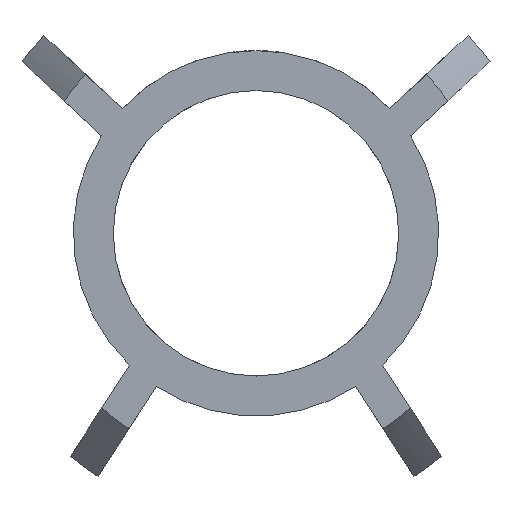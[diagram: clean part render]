
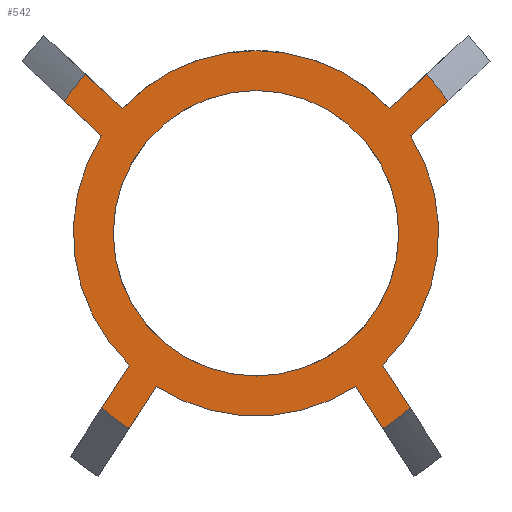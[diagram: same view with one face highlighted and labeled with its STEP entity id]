
A CAD part, front view. The second image highlights one B-rep face of the part: STEP entity #542.
In plain terms, the highlighted planar face has unit normal (0, -1, 0).
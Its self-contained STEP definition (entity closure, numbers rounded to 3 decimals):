
#15=FACE_BOUND('',#98,.T.);
#20=CIRCLE('',#583,20.4);
#22=CIRCLE('',#587,16.);
#23=CIRCLE('',#588,20.4);
#24=CIRCLE('',#589,16.);
#25=CIRCLE('',#590,20.4);
#26=CIRCLE('',#591,16.);
#27=CIRCLE('',#592,20.4);
#28=CIRCLE('',#593,16.);
#29=CIRCLE('',#594,12.5);
#69=FACE_OUTER_BOUND('',#97,.T.);
#97=EDGE_LOOP('',(#380,#381,#382,#383,#384,#385,#386,#387,#388,#389,#390,
#391,#392,#393,#394,#395));
#98=EDGE_LOOP('',(#396));
#130=LINE('',#866,#179);
#134=LINE('',#874,#183);
#135=LINE('',#878,#184);
#136=LINE('',#882,#185);
#137=LINE('',#886,#186);
#138=LINE('',#890,#187);
#139=LINE('',#894,#188);
#140=LINE('',#898,#189);
#179=VECTOR('',#656,10.);
#183=VECTOR('',#662,10.);
#184=VECTOR('',#665,10.);
#185=VECTOR('',#668,10.);
#186=VECTOR('',#671,10.);
#187=VECTOR('',#674,10.);
#188=VECTOR('',#677,10.);
#189=VECTOR('',#680,10.);
#231=VERTEX_POINT('',#855);
#232=VERTEX_POINT('',#857);
#234=VERTEX_POINT('',#865);
#237=VERTEX_POINT('',#873);
#238=VERTEX_POINT('',#875);
#239=VERTEX_POINT('',#877);
#240=VERTEX_POINT('',#879);
#241=VERTEX_POINT('',#881);
#242=VERTEX_POINT('',#883);
#243=VERTEX_POINT('',#885);
#244=VERTEX_POINT('',#887);
#245=VERTEX_POINT('',#889);
#246=VERTEX_POINT('',#891);
#247=VERTEX_POINT('',#893);
#248=VERTEX_POINT('',#895);
#249=VERTEX_POINT('',#897);
#250=VERTEX_POINT('',#900);
#288=EDGE_CURVE('',#231,#232,#20,.T.);
#291=EDGE_CURVE('',#234,#232,#130,.T.);
#295=EDGE_CURVE('',#231,#237,#134,.T.);
#296=EDGE_CURVE('',#237,#238,#22,.T.);
#297=EDGE_CURVE('',#238,#239,#135,.T.);
#298=EDGE_CURVE('',#240,#239,#23,.T.);
#299=EDGE_CURVE('',#240,#241,#136,.T.);
#300=EDGE_CURVE('',#241,#242,#24,.T.);
#301=EDGE_CURVE('',#242,#243,#137,.T.);
#302=EDGE_CURVE('',#244,#243,#25,.T.);
#303=EDGE_CURVE('',#244,#245,#138,.T.);
#304=EDGE_CURVE('',#245,#246,#26,.T.);
#305=EDGE_CURVE('',#246,#247,#139,.T.);
#306=EDGE_CURVE('',#248,#247,#27,.T.);
#307=EDGE_CURVE('',#248,#249,#140,.T.);
#308=EDGE_CURVE('',#249,#234,#28,.T.);
#309=EDGE_CURVE('',#250,#250,#29,.T.);
#380=ORIENTED_EDGE('',*,*,#288,.F.);
#381=ORIENTED_EDGE('',*,*,#295,.T.);
#382=ORIENTED_EDGE('',*,*,#296,.T.);
#383=ORIENTED_EDGE('',*,*,#297,.T.);
#384=ORIENTED_EDGE('',*,*,#298,.F.);
#385=ORIENTED_EDGE('',*,*,#299,.T.);
#386=ORIENTED_EDGE('',*,*,#300,.T.);
#387=ORIENTED_EDGE('',*,*,#301,.T.);
#388=ORIENTED_EDGE('',*,*,#302,.F.);
#389=ORIENTED_EDGE('',*,*,#303,.T.);
#390=ORIENTED_EDGE('',*,*,#304,.T.);
#391=ORIENTED_EDGE('',*,*,#305,.T.);
#392=ORIENTED_EDGE('',*,*,#306,.F.);
#393=ORIENTED_EDGE('',*,*,#307,.T.);
#394=ORIENTED_EDGE('',*,*,#308,.T.);
#395=ORIENTED_EDGE('',*,*,#291,.T.);
#396=ORIENTED_EDGE('',*,*,#309,.T.);
#527=PLANE('',#586);
#542=ADVANCED_FACE('',(#69,#15),#527,.F.);
#583=AXIS2_PLACEMENT_3D('',#858,#650,#651);
#586=AXIS2_PLACEMENT_3D('',#872,#660,#661);
#587=AXIS2_PLACEMENT_3D('',#876,#663,#664);
#588=AXIS2_PLACEMENT_3D('',#880,#666,#667);
#589=AXIS2_PLACEMENT_3D('',#884,#669,#670);
#590=AXIS2_PLACEMENT_3D('',#888,#672,#673);
#591=AXIS2_PLACEMENT_3D('',#892,#675,#676);
#592=AXIS2_PLACEMENT_3D('',#896,#678,#679);
#593=AXIS2_PLACEMENT_3D('',#899,#681,#682);
#594=AXIS2_PLACEMENT_3D('',#901,#683,#684);
#650=DIRECTION('center_axis',(0.,1.,0.));
#651=DIRECTION('ref_axis',(-1.,0.,0.));
#656=DIRECTION('',(-0.545,0.,-0.839));
#660=DIRECTION('center_axis',(0.,1.,0.));
#661=DIRECTION('ref_axis',(1.,0.,0.));
#662=DIRECTION('',(0.545,0.,0.839));
#663=DIRECTION('center_axis',(0.,-1.,0.));
#664=DIRECTION('ref_axis',(1.,0.,0.));
#665=DIRECTION('',(0.545,0.,-0.839));
#666=DIRECTION('center_axis',(0.,1.,0.));
#667=DIRECTION('ref_axis',(1.,0.,0.));
#668=DIRECTION('',(-0.545,0.,0.839));
#669=DIRECTION('center_axis',(0.,-1.,0.));
#670=DIRECTION('ref_axis',(1.,0.,0.));
#671=DIRECTION('',(0.731,0.,0.682));
#672=DIRECTION('center_axis',(0.,1.,0.));
#673=DIRECTION('ref_axis',(1.,0.,0.));
#674=DIRECTION('',(-0.731,0.,-0.682));
#675=DIRECTION('center_axis',(0.,-1.,0.));
#676=DIRECTION('ref_axis',(1.,0.,0.));
#677=DIRECTION('',(-0.731,0.,0.682));
#678=DIRECTION('center_axis',(0.,1.,0.));
#679=DIRECTION('ref_axis',(-1.,0.,0.));
#680=DIRECTION('',(0.731,0.,-0.682));
#681=DIRECTION('center_axis',(0.,-1.,0.));
#682=DIRECTION('ref_axis',(1.,0.,0.));
#683=DIRECTION('center_axis',(0.,1.,0.));
#684=DIRECTION('ref_axis',(1.,0.,0.));
#855=CARTESIAN_POINT('',(-11.111,-10.,-17.109));
#857=CARTESIAN_POINT('',(-13.506,-10.,-15.289));
#858=CARTESIAN_POINT('Origin',(0.,-10.,0.));
#865=CARTESIAN_POINT('',(-11.076,-10.,-11.547));
#866=CARTESIAN_POINT('',(-11.076,-10.,-11.547));
#872=CARTESIAN_POINT('Origin',(0.,-10.,-1.99));
#873=CARTESIAN_POINT('',(-8.714,-10.,-13.419));
#874=CARTESIAN_POINT('',(-13.834,-10.,-21.302));
#875=CARTESIAN_POINT('',(8.714,-10.,-13.419));
#876=CARTESIAN_POINT('Origin',(0.,-10.,0.));
#877=CARTESIAN_POINT('',(11.111,-10.,-17.109));
#878=CARTESIAN_POINT('',(8.714,-10.,-13.419));
#879=CARTESIAN_POINT('',(13.506,-10.,-15.289));
#880=CARTESIAN_POINT('Origin',(0.,-10.,0.));
#881=CARTESIAN_POINT('',(11.076,-10.,-11.547));
#882=CARTESIAN_POINT('',(11.076,-10.,-11.547));
#883=CARTESIAN_POINT('',(13.54,-10.,8.524));
#884=CARTESIAN_POINT('Origin',(0.,-10.,0.));
#885=CARTESIAN_POINT('',(16.803,-10.,11.567));
#886=CARTESIAN_POINT('',(13.54,-10.,8.524));
#887=CARTESIAN_POINT('',(14.92,-10.,13.913));
#888=CARTESIAN_POINT('Origin',(0.,-10.,0.));
#889=CARTESIAN_POINT('',(11.702,-10.,10.912));
#890=CARTESIAN_POINT('',(11.702,-10.,10.912));
#891=CARTESIAN_POINT('',(-11.702,-10.,10.912));
#892=CARTESIAN_POINT('Origin',(0.,-10.,0.));
#893=CARTESIAN_POINT('',(-14.92,-10.,13.913));
#894=CARTESIAN_POINT('',(-11.702,-10.,10.912));
#895=CARTESIAN_POINT('',(-16.803,-10.,11.567));
#896=CARTESIAN_POINT('Origin',(0.,-10.,0.));
#897=CARTESIAN_POINT('',(-13.54,-10.,8.524));
#898=CARTESIAN_POINT('',(-20.492,-10.,15.007));
#899=CARTESIAN_POINT('Origin',(0.,-10.,0.));
#900=CARTESIAN_POINT('',(-12.5,-10.,0.));
#901=CARTESIAN_POINT('Origin',(0.,-10.,0.));
